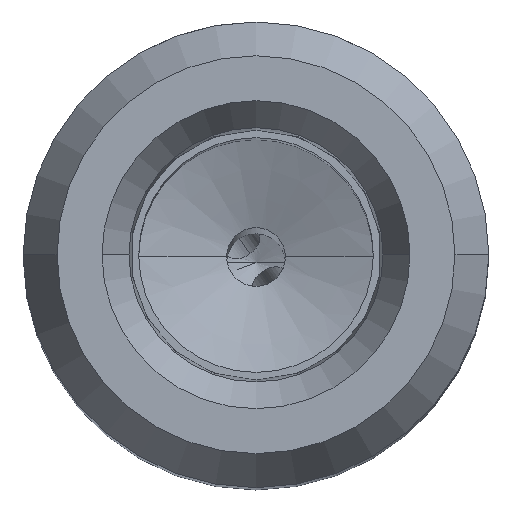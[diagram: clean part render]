
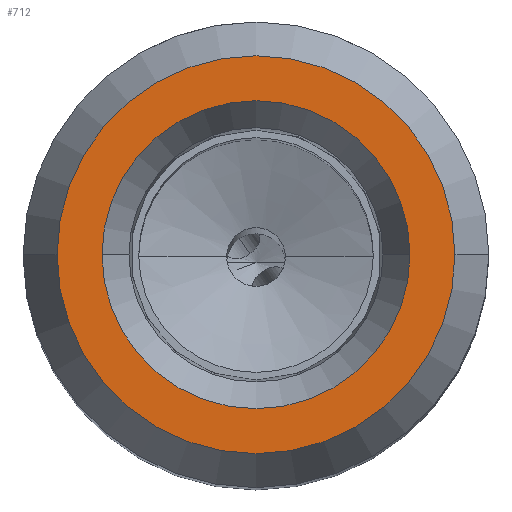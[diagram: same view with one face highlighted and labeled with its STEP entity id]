
A CAD part, top view. The second image highlights one B-rep face of the part: STEP entity #712.
In plain terms, the highlighted planar face has unit normal (0, 0, 1).
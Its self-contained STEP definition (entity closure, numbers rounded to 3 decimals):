
#51=FACE_BOUND('',#1188,.T.);
#52=FACE_BOUND('',#1189,.T.);
#84=PLANE('',#4583);
#555=CIRCLE('',#4559,5.25);
#566=CIRCLE('',#4578,6.783);
#567=CIRCLE('',#4580,6.783);
#568=CIRCLE('',#4582,5.25);
#712=ADVANCED_FACE('',(#51,#52),#84,.T.);
#1188=EDGE_LOOP('',(#1551,#1552));
#1189=EDGE_LOOP('',(#1553,#1554));
#1551=ORIENTED_EDGE('',*,*,#3404,.T.);
#1552=ORIENTED_EDGE('',*,*,#3378,.T.);
#1553=ORIENTED_EDGE('',*,*,#3400,.T.);
#1554=ORIENTED_EDGE('',*,*,#3403,.T.);
#2874=VERTEX_POINT('',#6478);
#2875=VERTEX_POINT('',#6479);
#2890=VERTEX_POINT('',#6533);
#2891=VERTEX_POINT('',#6534);
#3378=EDGE_CURVE('',#2874,#2875,#555,.T.);
#3400=EDGE_CURVE('',#2890,#2891,#566,.T.);
#3403=EDGE_CURVE('',#2891,#2890,#567,.T.);
#3404=EDGE_CURVE('',#2875,#2874,#568,.T.);
#4559=AXIS2_PLACEMENT_3D('',#6477,#4944,#4945);
#4578=AXIS2_PLACEMENT_3D('',#6532,#4990,#4991);
#4580=AXIS2_PLACEMENT_3D('',#6538,#4996,#4997);
#4582=AXIS2_PLACEMENT_3D('',#6540,#5000,#5001);
#4583=AXIS2_PLACEMENT_3D('',#6541,#5002,#5003);
#4944=DIRECTION('',(0.,0.,-1.));
#4945=DIRECTION('',(1.,0.,0.));
#4990=DIRECTION('',(0.,0.,1.));
#4991=DIRECTION('',(-1.,0.,0.));
#4996=DIRECTION('',(0.,0.,1.));
#4997=DIRECTION('',(1.,0.,0.));
#5000=DIRECTION('',(0.,0.,-1.));
#5001=DIRECTION('',(-1.,0.,0.));
#5002=DIRECTION('',(0.,0.,1.));
#5003=DIRECTION('',(-1.,0.,0.));
#6477=CARTESIAN_POINT('',(0.,0.,24.5));
#6478=CARTESIAN_POINT('',(5.25,0.,24.5));
#6479=CARTESIAN_POINT('',(-5.25,0.,24.5));
#6532=CARTESIAN_POINT('',(0.,0.,24.5));
#6533=CARTESIAN_POINT('',(-6.783,0.,24.5));
#6534=CARTESIAN_POINT('',(6.783,0.,24.5));
#6538=CARTESIAN_POINT('',(0.,0.,24.5));
#6540=CARTESIAN_POINT('',(0.,0.,24.5));
#6541=CARTESIAN_POINT('',(0.,0.,24.5));
